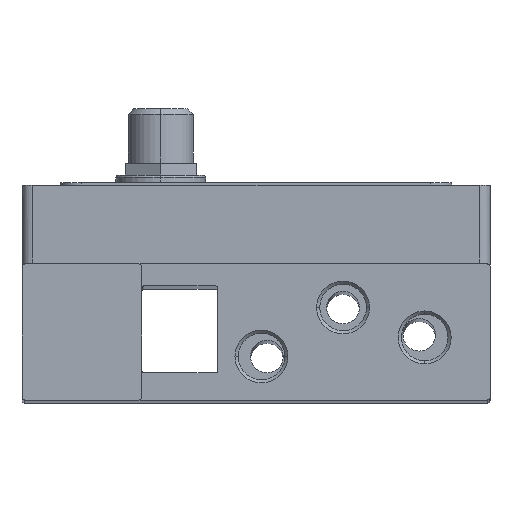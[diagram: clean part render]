
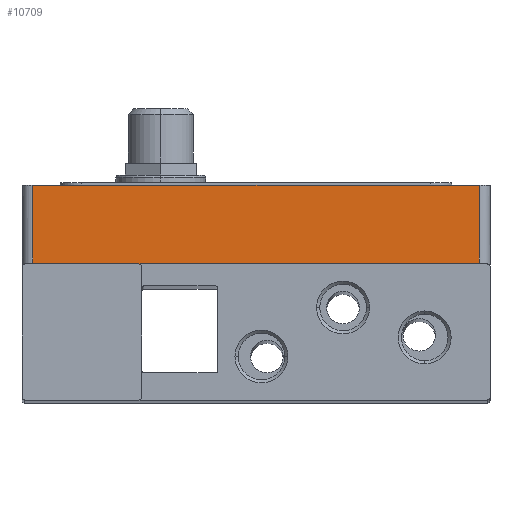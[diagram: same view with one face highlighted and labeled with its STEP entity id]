
A CAD part, top view. The second image highlights one B-rep face of the part: STEP entity #10709.
In plain terms, the highlighted planar face has unit normal (0, 0, 1).
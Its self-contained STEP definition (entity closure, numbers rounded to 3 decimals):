
#546 = CARTESIAN_POINT ( 'NONE',  ( 2., 25., 20.5 ) ) ;
#1264 = VECTOR ( 'NONE', #6329, 1000. ) ;
#1270 = VECTOR ( 'NONE', #6620, 1000. ) ;
#1566 = DIRECTION ( 'NONE',  ( 0., 0., -1. ) ) ;
#1765 = ORIENTED_EDGE ( 'NONE', *, *, #8700, .F. ) ;
#1923 = EDGE_CURVE ( 'NONE', #10916, #4138, #10187, .T. ) ;
#2370 = ORIENTED_EDGE ( 'NONE', *, *, #6201, .F. ) ;
#2499 = FACE_OUTER_BOUND ( 'NONE', #4195, .T. ) ;
#3323 = VERTEX_POINT ( 'NONE', #546 ) ;
#3605 = VECTOR ( 'NONE', #8931, 1000. ) ;
#4138 = VERTEX_POINT ( 'NONE', #5886 ) ;
#4195 = EDGE_LOOP ( 'NONE', ( #2370, #6674, #1765, #5867 ) ) ;
#4453 = CARTESIAN_POINT ( 'NONE',  ( 84., 25., 20.5 ) ) ;
#4642 = DIRECTION ( 'NONE',  ( 1., 0., 0. ) ) ;
#5748 = VERTEX_POINT ( 'NONE', #4453 ) ;
#5867 = ORIENTED_EDGE ( 'NONE', *, *, #8109, .T. ) ;
#5886 = CARTESIAN_POINT ( 'NONE',  ( 84., 39.5, 20.5 ) ) ;
#6108 = VECTOR ( 'NONE', #4642, 1000. ) ;
#6201 = EDGE_CURVE ( 'NONE', #4138, #5748, #6276, .T. ) ;
#6219 = CARTESIAN_POINT ( 'NONE',  ( 2., 39.5, 20.5 ) ) ;
#6266 = CARTESIAN_POINT ( 'NONE',  ( 2., 39.5, 20.5 ) ) ;
#6276 = LINE ( 'NONE', #8195, #1264 ) ;
#6329 = DIRECTION ( 'NONE',  ( 0., -1., 0. ) ) ;
#6620 = DIRECTION ( 'NONE',  ( 1., 0., 0. ) ) ;
#6674 = ORIENTED_EDGE ( 'NONE', *, *, #1923, .F. ) ;
#7346 = CARTESIAN_POINT ( 'NONE',  ( 2., 39.5, 20.5 ) ) ;
#7372 = PLANE ( 'NONE',  #9601 ) ;
#7550 = CARTESIAN_POINT ( 'NONE',  ( 85.5, 25., 20.5 ) ) ;
#7910 = CARTESIAN_POINT ( 'NONE',  ( 2., 39.5, 20.5 ) ) ;
#8109 = EDGE_CURVE ( 'NONE', #3323, #5748, #10450, .T. ) ;
#8195 = CARTESIAN_POINT ( 'NONE',  ( 84., 39.5, 20.5 ) ) ;
#8700 = EDGE_CURVE ( 'NONE', #3323, #10916, #10973, .T. ) ;
#8931 = DIRECTION ( 'NONE',  ( 0., 1., 0. ) ) ;
#9601 = AXIS2_PLACEMENT_3D ( 'NONE', #6266, #1566, #11131 ) ;
#10187 = LINE ( 'NONE', #7346, #6108 ) ;
#10450 = LINE ( 'NONE', #7550, #1270 ) ;
#10709 = ADVANCED_FACE ( 'NONE', ( #2499 ), #7372, .F. ) ;
#10916 = VERTEX_POINT ( 'NONE', #7910 ) ;
#10973 = LINE ( 'NONE', #6219, #3605 ) ;
#11131 = DIRECTION ( 'NONE',  ( -1., 0., 0. ) ) ;
